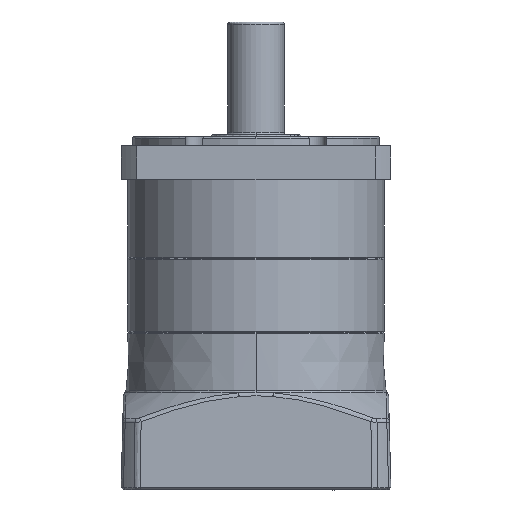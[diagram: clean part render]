
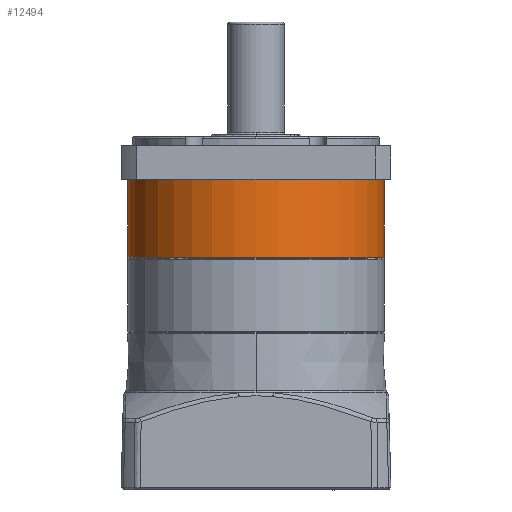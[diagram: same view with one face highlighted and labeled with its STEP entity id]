
A CAD part, front view. The second image highlights one B-rep face of the part: STEP entity #12494.
In plain terms, the highlighted cylindrical face has radius 57 mm (diameter 114 mm), a partial arc.
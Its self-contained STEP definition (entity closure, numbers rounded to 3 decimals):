
#1225 = VECTOR ( 'NONE', #26572, 1000. ) ;
#5535 = ORIENTED_EDGE ( 'NONE', *, *, #16917, .F. ) ;
#9444 = EDGE_CURVE ( 'NONE', #16528, #44907, #20868, .T. ) ;
#11234 = ORIENTED_EDGE ( 'NONE', *, *, #9444, .T. ) ;
#11905 = LINE ( 'NONE', #15494, #30120 ) ;
#12116 = AXIS2_PLACEMENT_3D ( 'NONE', #33067, #33017, #32969 ) ;
#12494 = ADVANCED_FACE ( 'NONE', ( #37602 ), #46092, .T. ) ;
#12673 = AXIS2_PLACEMENT_3D ( 'NONE', #23970, #23908, #23851 ) ;
#13671 = DIRECTION ( 'NONE',  ( 0., 0., -1. ) ) ;
#13760 = ORIENTED_EDGE ( 'NONE', *, *, #15345, .F. ) ;
#15345 = EDGE_CURVE ( 'NONE', #16528, #19998, #30209, .T. ) ;
#15494 = CARTESIAN_POINT ( 'NONE',  ( -57., 0., 38. ) ) ;
#16528 = VERTEX_POINT ( 'NONE', #39443 ) ;
#16917 = EDGE_CURVE ( 'NONE', #19998, #17046, #28462, .T. ) ;
#17046 = VERTEX_POINT ( 'NONE', #18901 ) ;
#17253 = EDGE_CURVE ( 'NONE', #44907, #17046, #11905, .T. ) ;
#18901 = CARTESIAN_POINT ( 'NONE',  ( -57., 0., 3.4 ) ) ;
#19998 = VERTEX_POINT ( 'NONE', #32206 ) ;
#20868 = CIRCLE ( 'NONE', #12116, 57. ) ;
#21482 = CARTESIAN_POINT ( 'NONE',  ( 0., 0., 38. ) ) ;
#21492 = DIRECTION ( 'NONE',  ( -1., 0., 0. ) ) ;
#21734 = DIRECTION ( 'NONE',  ( 0., 0., -1. ) ) ;
#22474 = CARTESIAN_POINT ( 'NONE',  ( -57., 0., 38. ) ) ;
#23202 = AXIS2_PLACEMENT_3D ( 'NONE', #21482, #21734, #21492 ) ;
#23851 = DIRECTION ( 'NONE',  ( 1., 0., 0. ) ) ;
#23908 = DIRECTION ( 'NONE',  ( 0., 0., -1. ) ) ;
#23970 = CARTESIAN_POINT ( 'NONE',  ( 0., 0., 3.4 ) ) ;
#26572 = DIRECTION ( 'NONE',  ( 0., 0., -1. ) ) ;
#28172 = CARTESIAN_POINT ( 'NONE',  ( 57., 0., 38. ) ) ;
#28462 = CIRCLE ( 'NONE', #12673, 57. ) ;
#30120 = VECTOR ( 'NONE', #13671, 1000. ) ;
#30209 = LINE ( 'NONE', #28172, #1225 ) ;
#32206 = CARTESIAN_POINT ( 'NONE',  ( 57., 0., 3.4 ) ) ;
#32969 = DIRECTION ( 'NONE',  ( -1., 0., 0. ) ) ;
#33017 = DIRECTION ( 'NONE',  ( 0., 0., -1. ) ) ;
#33067 = CARTESIAN_POINT ( 'NONE',  ( 0., 0., 38. ) ) ;
#37602 = FACE_OUTER_BOUND ( 'NONE', #38460, .T. ) ;
#38460 = EDGE_LOOP ( 'NONE', ( #13760, #11234, #42288, #5535 ) ) ;
#39443 = CARTESIAN_POINT ( 'NONE',  ( 57., 0., 38. ) ) ;
#42288 = ORIENTED_EDGE ( 'NONE', *, *, #17253, .T. ) ;
#44907 = VERTEX_POINT ( 'NONE', #22474 ) ;
#46092 = CYLINDRICAL_SURFACE ( 'NONE', #23202, 57. ) ;
